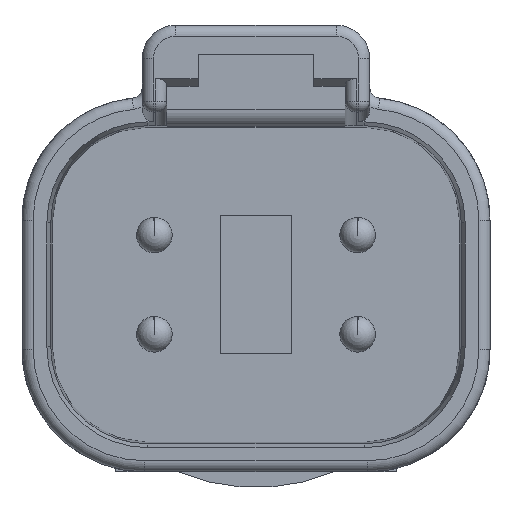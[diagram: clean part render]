
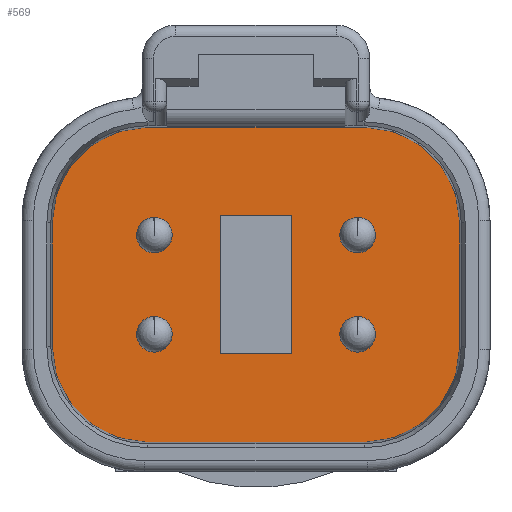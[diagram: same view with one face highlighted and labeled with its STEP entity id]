
A CAD part, front view. The second image highlights one B-rep face of the part: STEP entity #569.
In plain terms, the highlighted planar face has unit normal (0, -1, 0).
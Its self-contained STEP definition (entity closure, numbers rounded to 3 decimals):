
#220=FACE_BOUND('',#1390,.T.);
#221=FACE_BOUND('',#1391,.T.);
#222=FACE_BOUND('',#1392,.T.);
#223=FACE_BOUND('',#1393,.T.);
#224=FACE_BOUND('',#1394,.T.);
#225=FACE_BOUND('',#1395,.T.);
#435=PLANE('',#5983);
#569=ADVANCED_FACE('',(#220,#221,#222,#223,#224,#225),#435,.T.);
#1390=EDGE_LOOP('',(#2516,#2517,#2518,#2519));
#1391=EDGE_LOOP('',(#2520,#2521));
#1392=EDGE_LOOP('',(#2522,#2523));
#1393=EDGE_LOOP('',(#2524,#2525));
#1394=EDGE_LOOP('',(#2526,#2527));
#1395=EDGE_LOOP('',(#2528,#2529,#2530,#2531,#2532,#2533,#2534,#2535));
#1675=CIRCLE('',#5791,0.8);
#1677=CIRCLE('',#5794,0.8);
#1679=CIRCLE('',#5797,0.8);
#1681=CIRCLE('',#5800,0.8);
#1769=CIRCLE('',#5963,4.3);
#1771=CIRCLE('',#5967,4.3);
#1773=CIRCLE('',#5971,4.3);
#1775=CIRCLE('',#5977,4.3);
#1776=CIRCLE('',#5979,0.8);
#1777=CIRCLE('',#5980,0.8);
#1778=CIRCLE('',#5981,0.8);
#1779=CIRCLE('',#5982,0.8);
#2516=ORIENTED_EDGE('',*,*,#4657,.F.);
#2517=ORIENTED_EDGE('',*,*,#4658,.F.);
#2518=ORIENTED_EDGE('',*,*,#4659,.F.);
#2519=ORIENTED_EDGE('',*,*,#4660,.F.);
#2520=ORIENTED_EDGE('',*,*,#4276,.F.);
#2521=ORIENTED_EDGE('',*,*,#4661,.F.);
#2522=ORIENTED_EDGE('',*,*,#4284,.F.);
#2523=ORIENTED_EDGE('',*,*,#4662,.F.);
#2524=ORIENTED_EDGE('',*,*,#4272,.F.);
#2525=ORIENTED_EDGE('',*,*,#4663,.F.);
#2526=ORIENTED_EDGE('',*,*,#4280,.F.);
#2527=ORIENTED_EDGE('',*,*,#4664,.F.);
#2528=ORIENTED_EDGE('',*,*,#4632,.F.);
#2529=ORIENTED_EDGE('',*,*,#4635,.F.);
#2530=ORIENTED_EDGE('',*,*,#4638,.F.);
#2531=ORIENTED_EDGE('',*,*,#4641,.F.);
#2532=ORIENTED_EDGE('',*,*,#4644,.F.);
#2533=ORIENTED_EDGE('',*,*,#4647,.F.);
#2534=ORIENTED_EDGE('',*,*,#4652,.F.);
#2535=ORIENTED_EDGE('',*,*,#4656,.F.);
#3757=VERTEX_POINT('',#8132);
#3759=VERTEX_POINT('',#8135);
#3761=VERTEX_POINT('',#8141);
#3763=VERTEX_POINT('',#8144);
#3765=VERTEX_POINT('',#8150);
#3767=VERTEX_POINT('',#8153);
#3769=VERTEX_POINT('',#8159);
#3771=VERTEX_POINT('',#8162);
#4059=VERTEX_POINT('',#10037);
#4061=VERTEX_POINT('',#10044);
#4063=VERTEX_POINT('',#10050);
#4065=VERTEX_POINT('',#10056);
#4067=VERTEX_POINT('',#10062);
#4069=VERTEX_POINT('',#10071);
#4071=VERTEX_POINT('',#10077);
#4074=VERTEX_POINT('',#10086);
#4076=VERTEX_POINT('',#10096);
#4077=VERTEX_POINT('',#10097);
#4078=VERTEX_POINT('',#10099);
#4079=VERTEX_POINT('',#10101);
#4272=EDGE_CURVE('',#3757,#3759,#1675,.T.);
#4276=EDGE_CURVE('',#3761,#3763,#1677,.T.);
#4280=EDGE_CURVE('',#3765,#3767,#1679,.T.);
#4284=EDGE_CURVE('',#3769,#3771,#1681,.T.);
#4632=EDGE_CURVE('',#4061,#4059,#5322,.T.);
#4635=EDGE_CURVE('',#4063,#4061,#1769,.T.);
#4638=EDGE_CURVE('',#4065,#4063,#5326,.T.);
#4641=EDGE_CURVE('',#4067,#4065,#1771,.T.);
#4644=EDGE_CURVE('',#4069,#4067,#5329,.T.);
#4647=EDGE_CURVE('',#4071,#4069,#1773,.T.);
#4652=EDGE_CURVE('',#4074,#4071,#5334,.T.);
#4656=EDGE_CURVE('',#4059,#4074,#1775,.T.);
#4657=EDGE_CURVE('',#4076,#4077,#5336,.T.);
#4658=EDGE_CURVE('',#4078,#4076,#5337,.T.);
#4659=EDGE_CURVE('',#4079,#4078,#5338,.T.);
#4660=EDGE_CURVE('',#4077,#4079,#5339,.T.);
#4661=EDGE_CURVE('',#3763,#3761,#1776,.T.);
#4662=EDGE_CURVE('',#3771,#3769,#1777,.T.);
#4663=EDGE_CURVE('',#3759,#3757,#1778,.T.);
#4664=EDGE_CURVE('',#3767,#3765,#1779,.T.);
#5322=LINE('',#10045,#5652);
#5326=LINE('',#10057,#5656);
#5329=LINE('',#10072,#5659);
#5334=LINE('',#10087,#5664);
#5336=LINE('',#10095,#5666);
#5337=LINE('',#10098,#5667);
#5338=LINE('',#10100,#5668);
#5339=LINE('',#10102,#5669);
#5652=VECTOR('',#6994,1.);
#5656=VECTOR('',#7006,1.);
#5659=VECTOR('',#7017,1.);
#5664=VECTOR('',#7032,1.);
#5666=VECTOR('',#7044,1.);
#5667=VECTOR('',#7045,1.);
#5668=VECTOR('',#7046,1.);
#5669=VECTOR('',#7047,1.);
#5791=AXIS2_PLACEMENT_3D('',#8134,#6463,#6464);
#5794=AXIS2_PLACEMENT_3D('',#8143,#6471,#6472);
#5797=AXIS2_PLACEMENT_3D('',#8152,#6479,#6480);
#5800=AXIS2_PLACEMENT_3D('',#8161,#6487,#6488);
#5963=AXIS2_PLACEMENT_3D('',#10051,#7000,#7001);
#5967=AXIS2_PLACEMENT_3D('',#10063,#7012,#7013);
#5971=AXIS2_PLACEMENT_3D('',#10078,#7023,#7024);
#5977=AXIS2_PLACEMENT_3D('',#10093,#7040,#7041);
#5979=AXIS2_PLACEMENT_3D('',#10103,#7048,#7049);
#5980=AXIS2_PLACEMENT_3D('',#10104,#7050,#7051);
#5981=AXIS2_PLACEMENT_3D('',#10105,#7052,#7053);
#5982=AXIS2_PLACEMENT_3D('',#10106,#7054,#7055);
#5983=AXIS2_PLACEMENT_3D('',#10107,#7056,#7057);
#6463=DIRECTION('',(0.,-1.,0.));
#6464=DIRECTION('',(0.,0.,-1.));
#6471=DIRECTION('',(0.,-1.,0.));
#6472=DIRECTION('',(0.,0.,-1.));
#6479=DIRECTION('',(0.,-1.,0.));
#6480=DIRECTION('',(0.,0.,-1.));
#6487=DIRECTION('',(0.,-1.,0.));
#6488=DIRECTION('',(0.,0.,-1.));
#6994=DIRECTION('',(0.,0.,1.));
#7000=DIRECTION('',(0.,1.,0.));
#7001=DIRECTION('',(1.,0.,0.));
#7006=DIRECTION('',(-1.,0.,0.));
#7012=DIRECTION('',(0.,1.,0.));
#7013=DIRECTION('',(1.,0.,0.));
#7017=DIRECTION('',(0.,0.,-1.));
#7023=DIRECTION('',(0.,1.,0.));
#7024=DIRECTION('',(1.,0.,0.));
#7032=DIRECTION('',(1.,0.,0.));
#7040=DIRECTION('',(0.,1.,0.));
#7041=DIRECTION('',(1.,0.,0.));
#7044=DIRECTION('',(0.,0.,-1.));
#7045=DIRECTION('',(-1.,0.,0.));
#7046=DIRECTION('',(0.,0.,1.));
#7047=DIRECTION('',(1.,0.,0.));
#7048=DIRECTION('',(0.,-1.,0.));
#7049=DIRECTION('',(0.,0.,-1.));
#7050=DIRECTION('',(0.,-1.,0.));
#7051=DIRECTION('',(0.,0.,-1.));
#7052=DIRECTION('',(0.,-1.,0.));
#7053=DIRECTION('',(0.,0.,-1.));
#7054=DIRECTION('',(0.,-1.,0.));
#7055=DIRECTION('',(0.,0.,-1.));
#7056=DIRECTION('',(0.,-1.,0.));
#7057=DIRECTION('',(0.,0.,1.));
#8132=CARTESIAN_POINT('',(-4.539,18.,-1.425));
#8134=CARTESIAN_POINT('',(-4.56,18.,-2.225));
#8135=CARTESIAN_POINT('',(-4.581,18.,-1.425));
#8141=CARTESIAN_POINT('',(4.581,18.,3.025));
#8143=CARTESIAN_POINT('',(4.56,18.,2.225));
#8144=CARTESIAN_POINT('',(4.539,18.,3.025));
#8150=CARTESIAN_POINT('',(4.581,18.,-1.425));
#8152=CARTESIAN_POINT('',(4.56,18.,-2.225));
#8153=CARTESIAN_POINT('',(4.539,18.,-1.425));
#8159=CARTESIAN_POINT('',(-4.539,18.,3.025));
#8161=CARTESIAN_POINT('',(-4.56,18.,2.225));
#8162=CARTESIAN_POINT('',(-4.581,18.,3.025));
#10037=CARTESIAN_POINT('',(-9.15,18.,2.775));
#10044=CARTESIAN_POINT('',(-9.15,18.,-2.775));
#10045=CARTESIAN_POINT('',(-9.15,18.,2.775));
#10050=CARTESIAN_POINT('',(-4.85,18.,-7.075));
#10051=CARTESIAN_POINT('',(-4.85,18.,-2.775));
#10056=CARTESIAN_POINT('',(4.85,18.,-7.075));
#10057=CARTESIAN_POINT('',(-4.85,18.,-7.075));
#10062=CARTESIAN_POINT('',(9.15,18.,-2.775));
#10063=CARTESIAN_POINT('',(4.85,18.,-2.775));
#10071=CARTESIAN_POINT('',(9.15,18.,2.775));
#10072=CARTESIAN_POINT('',(9.15,18.,-2.775));
#10077=CARTESIAN_POINT('',(4.85,18.,7.075));
#10078=CARTESIAN_POINT('',(4.85,18.,2.775));
#10086=CARTESIAN_POINT('',(-4.85,18.,7.075));
#10087=CARTESIAN_POINT('',(4.85,18.,7.075));
#10093=CARTESIAN_POINT('',(-4.85,18.,2.775));
#10095=CARTESIAN_POINT('',(-1.6,18.,3.1));
#10096=CARTESIAN_POINT('',(-1.6,18.,3.1));
#10097=CARTESIAN_POINT('',(-1.6,18.,-3.1));
#10098=CARTESIAN_POINT('',(1.6,18.,3.1));
#10099=CARTESIAN_POINT('',(1.6,18.,3.1));
#10100=CARTESIAN_POINT('',(1.6,18.,-3.1));
#10101=CARTESIAN_POINT('',(1.6,18.,-3.1));
#10102=CARTESIAN_POINT('',(-1.6,18.,-3.1));
#10103=CARTESIAN_POINT('',(4.56,18.,2.225));
#10104=CARTESIAN_POINT('',(-4.56,18.,2.225));
#10105=CARTESIAN_POINT('',(-4.56,18.,-2.225));
#10106=CARTESIAN_POINT('',(4.56,18.,-2.225));
#10107=CARTESIAN_POINT('',(-4.85,18.,-2.775));
